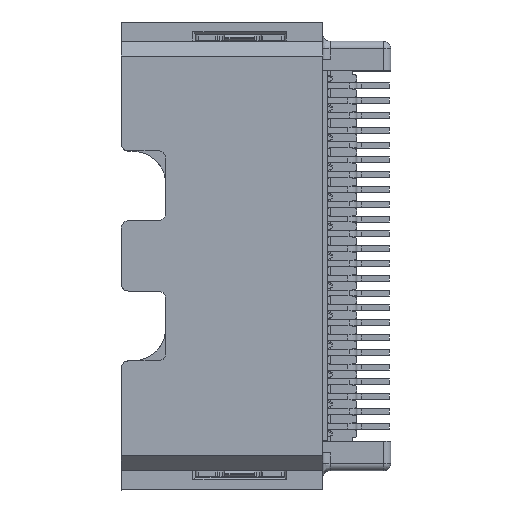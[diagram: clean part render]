
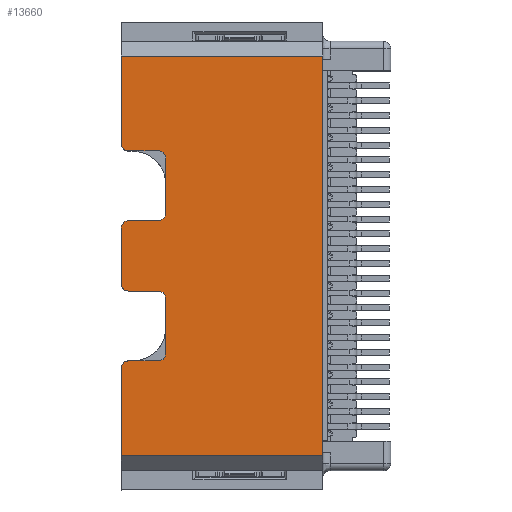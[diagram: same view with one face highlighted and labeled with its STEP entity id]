
A CAD part, top view. The second image highlights one B-rep face of the part: STEP entity #13660.
In plain terms, the highlighted planar face has unit normal (0, 0, 1).
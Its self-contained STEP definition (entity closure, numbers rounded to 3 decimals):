
#7298=CARTESIAN_POINT('',(2.5,58.367,11.279));
#7299=VERTEX_POINT('',#7298);
#7306=CARTESIAN_POINT('',(3.,58.867,11.279));
#7307=VERTEX_POINT('',#7306);
#7308=CARTESIAN_POINT('',(2.5,58.867,11.279));
#7309=DIRECTION('',(0.,-1.,0.));
#7310=DIRECTION('',(0.,0.,1.));
#7311=AXIS2_PLACEMENT_3D('',#7308,#7310,#7309);
#7312=CIRCLE('',#7311,0.5);
#7313=EDGE_CURVE('',#7299,#7307,#7312,.T.);
#7329=CARTESIAN_POINT('',(0.5,58.367,11.279));
#7330=VERTEX_POINT('',#7329);
#7331=CARTESIAN_POINT('',(0.5,58.367,11.279));
#7332=DIRECTION('',(1.,0.,0.));
#7333=VECTOR('',#7332,2.);
#7334=LINE('',#7331,#7333);
#7335=EDGE_CURVE('',#7330,#7299,#7334,.T.);
#7361=CARTESIAN_POINT('',(0.,57.867,11.279));
#7362=VERTEX_POINT('',#7361);
#7363=CARTESIAN_POINT('',(0.5,57.867,11.279));
#7364=DIRECTION('',(-1.,0.,0.));
#7365=DIRECTION('',(0.,0.,-1.));
#7366=AXIS2_PLACEMENT_3D('',#7363,#7365,#7364);
#7367=CIRCLE('',#7366,0.5);
#7368=EDGE_CURVE('',#7362,#7330,#7367,.T.);
#7397=CARTESIAN_POINT('',(0.,54.117,11.279));
#7398=VERTEX_POINT('',#7397);
#7405=CARTESIAN_POINT('',(0.,54.117,11.279));
#7406=DIRECTION('',(0.,1.,0.));
#7407=VECTOR('',#7406,3.75);
#7408=LINE('',#7405,#7407);
#7409=EDGE_CURVE('',#7398,#7362,#7408,.T.);
#7449=CARTESIAN_POINT('',(0.5,53.617,11.279));
#7450=VERTEX_POINT('',#7449);
#7451=CARTESIAN_POINT('',(0.5,54.117,11.279));
#7452=DIRECTION('',(0.,-1.,0.));
#7453=DIRECTION('',(0.,0.,-1.));
#7454=AXIS2_PLACEMENT_3D('',#7451,#7453,#7452);
#7455=CIRCLE('',#7454,0.5);
#7456=EDGE_CURVE('',#7450,#7398,#7455,.T.);
#7483=CARTESIAN_POINT('',(2.5,53.617,11.279));
#7484=VERTEX_POINT('',#7483);
#7491=CARTESIAN_POINT('',(2.5,53.617,11.279));
#7492=DIRECTION('',(-1.,0.,0.));
#7493=VECTOR('',#7492,2.);
#7494=LINE('',#7491,#7493);
#7495=EDGE_CURVE('',#7484,#7450,#7494,.T.);
#7513=CARTESIAN_POINT('',(3.,53.117,11.279));
#7514=VERTEX_POINT('',#7513);
#7521=CARTESIAN_POINT('',(2.5,53.117,11.279));
#7522=DIRECTION('',(1.,0.,0.));
#7523=DIRECTION('',(0.,0.,1.));
#7524=AXIS2_PLACEMENT_3D('',#7521,#7523,#7522);
#7525=CIRCLE('',#7524,0.5);
#7526=EDGE_CURVE('',#7514,#7484,#7525,.T.);
#12650=CARTESIAN_POINT('',(3.,62.592,11.279));
#12651=VERTEX_POINT('',#12650);
#12652=CARTESIAN_POINT('',(2.5,63.092,11.279));
#12653=VERTEX_POINT('',#12652);
#12654=CARTESIAN_POINT('',(2.5,62.592,11.279));
#12655=DIRECTION('',(1.,0.,0.));
#12656=DIRECTION('',(0.,0.,1.));
#12657=AXIS2_PLACEMENT_3D('',#12654,#12656,#12655);
#12658=CIRCLE('',#12657,0.5);
#12659=EDGE_CURVE('',#12651,#12653,#12658,.T.);
#12695=CARTESIAN_POINT('',(3.,58.867,11.279));
#12696=DIRECTION('',(0.,1.,0.));
#12697=VECTOR('',#12696,3.725);
#12698=LINE('',#12695,#12697);
#12699=EDGE_CURVE('',#7307,#12651,#12698,.T.);
#12820=CARTESIAN_POINT('',(3.,49.392,11.279));
#12821=VERTEX_POINT('',#12820);
#12822=CARTESIAN_POINT('',(3.,49.392,11.279));
#12823=DIRECTION('',(0.,1.,0.));
#12824=VECTOR('',#12823,3.725);
#12825=LINE('',#12822,#12824);
#12826=EDGE_CURVE('',#12821,#7514,#12825,.T.);
#12871=CARTESIAN_POINT('',(2.5,48.892,11.279));
#12872=VERTEX_POINT('',#12871);
#12873=CARTESIAN_POINT('',(2.5,49.392,11.279));
#12874=DIRECTION('',(0.,-1.,0.));
#12875=DIRECTION('',(0.,0.,1.));
#12876=AXIS2_PLACEMENT_3D('',#12873,#12875,#12874);
#12877=CIRCLE('',#12876,0.5);
#12878=EDGE_CURVE('',#12872,#12821,#12877,.T.);
#13001=CARTESIAN_POINT('',(0.5,48.892,11.279));
#13002=VERTEX_POINT('',#13001);
#13009=CARTESIAN_POINT('',(0.5,48.892,11.279));
#13010=DIRECTION('',(1.,0.,0.));
#13011=VECTOR('',#13010,2.);
#13012=LINE('',#13009,#13011);
#13013=EDGE_CURVE('',#13002,#12872,#13012,.T.);
#13048=CARTESIAN_POINT('',(0.5,63.092,11.279));
#13049=VERTEX_POINT('',#13048);
#13050=CARTESIAN_POINT('',(2.5,63.092,11.279));
#13051=DIRECTION('',(-1.,0.,0.));
#13052=VECTOR('',#13051,2.);
#13053=LINE('',#13050,#13052);
#13054=EDGE_CURVE('',#12653,#13049,#13053,.T.);
#13286=CARTESIAN_POINT('',(0.,63.592,11.279));
#13287=VERTEX_POINT('',#13286);
#13305=CARTESIAN_POINT('',(0.5,63.592,11.279));
#13306=DIRECTION('',(0.,-1.,0.));
#13307=DIRECTION('',(0.,0.,-1.));
#13308=AXIS2_PLACEMENT_3D('',#13305,#13307,#13306);
#13309=CIRCLE('',#13308,0.5);
#13310=EDGE_CURVE('',#13049,#13287,#13309,.T.);
#13331=CARTESIAN_POINT('',(0.,48.392,11.279));
#13332=VERTEX_POINT('',#13331);
#13339=CARTESIAN_POINT('',(0.5,48.392,11.279));
#13340=DIRECTION('',(-1.,0.,0.));
#13341=DIRECTION('',(0.,0.,-1.));
#13342=AXIS2_PLACEMENT_3D('',#13339,#13341,#13340);
#13343=CIRCLE('',#13342,0.5);
#13344=EDGE_CURVE('',#13332,#13002,#13343,.T.);
#13600=CARTESIAN_POINT('',(6.8,55.992,11.279));
#13601=DIRECTION('',(0.,1.,0.));
#13602=DIRECTION('',(0.,-0.,1.));
#13603=AXIS2_PLACEMENT_3D('',#13600,#13602,#13601);
#13604=PLANE('',#13603);
#13605=ORIENTED_EDGE('',*,*,#12659,.F.);
#13606=ORIENTED_EDGE('',*,*,#12699,.F.);
#13607=ORIENTED_EDGE('',*,*,#7313,.F.);
#13608=ORIENTED_EDGE('',*,*,#7335,.F.);
#13609=ORIENTED_EDGE('',*,*,#7368,.F.);
#13610=ORIENTED_EDGE('',*,*,#7409,.F.);
#13611=ORIENTED_EDGE('',*,*,#7456,.F.);
#13612=ORIENTED_EDGE('',*,*,#7495,.F.);
#13613=ORIENTED_EDGE('',*,*,#7526,.F.);
#13614=ORIENTED_EDGE('',*,*,#12826,.F.);
#13615=ORIENTED_EDGE('',*,*,#12878,.F.);
#13616=ORIENTED_EDGE('',*,*,#13013,.F.);
#13617=ORIENTED_EDGE('',*,*,#13344,.F.);
#13618=CARTESIAN_POINT('',(0.,42.492,11.279));
#13619=VERTEX_POINT('',#13618);
#13620=CARTESIAN_POINT('',(0.,48.392,11.279));
#13621=DIRECTION('',(0.,-1.,0.));
#13622=VECTOR('',#13621,5.9);
#13623=LINE('',#13620,#13622);
#13624=EDGE_CURVE('',#13332,#13619,#13623,.T.);
#13625=ORIENTED_EDGE('',*,*,#13624,.T.);
#13626=CARTESIAN_POINT('',(13.6,42.492,11.279));
#13627=VERTEX_POINT('',#13626);
#13628=CARTESIAN_POINT('',(0.,42.492,11.279));
#13629=DIRECTION('',(1.,0.,0.));
#13630=VECTOR('',#13629,13.6);
#13631=LINE('',#13628,#13630);
#13632=EDGE_CURVE('',#13619,#13627,#13631,.T.);
#13633=ORIENTED_EDGE('',*,*,#13632,.T.);
#13634=CARTESIAN_POINT('',(13.6,69.492,11.279));
#13635=VERTEX_POINT('',#13634);
#13636=CARTESIAN_POINT('',(13.6,42.492,11.279));
#13637=DIRECTION('',(0.,1.,0.));
#13638=VECTOR('',#13637,27.);
#13639=LINE('',#13636,#13638);
#13640=EDGE_CURVE('',#13627,#13635,#13639,.T.);
#13641=ORIENTED_EDGE('',*,*,#13640,.T.);
#13642=CARTESIAN_POINT('',(0.,69.492,11.279));
#13643=VERTEX_POINT('',#13642);
#13644=CARTESIAN_POINT('',(13.6,69.492,11.279));
#13645=DIRECTION('',(-1.,0.,0.));
#13646=VECTOR('',#13645,13.6);
#13647=LINE('',#13644,#13646);
#13648=EDGE_CURVE('',#13635,#13643,#13647,.T.);
#13649=ORIENTED_EDGE('',*,*,#13648,.T.);
#13650=CARTESIAN_POINT('',(0.,69.492,11.279));
#13651=DIRECTION('',(0.,-1.,0.));
#13652=VECTOR('',#13651,5.9);
#13653=LINE('',#13650,#13652);
#13654=EDGE_CURVE('',#13643,#13287,#13653,.T.);
#13655=ORIENTED_EDGE('',*,*,#13654,.T.);
#13656=ORIENTED_EDGE('',*,*,#13310,.F.);
#13657=ORIENTED_EDGE('',*,*,#13054,.F.);
#13658=EDGE_LOOP('',(#13605,#13606,#13607,#13608,#13609,#13610,#13611,#13612,#13613,#13614,#13615,#13616,#13617,#13625,#13633,#13641,#13649,#13655,#13656,#13657));
#13659=FACE_OUTER_BOUND('',#13658,.T.);
#13660=ADVANCED_FACE('',(#13659),#13604,.T.);
